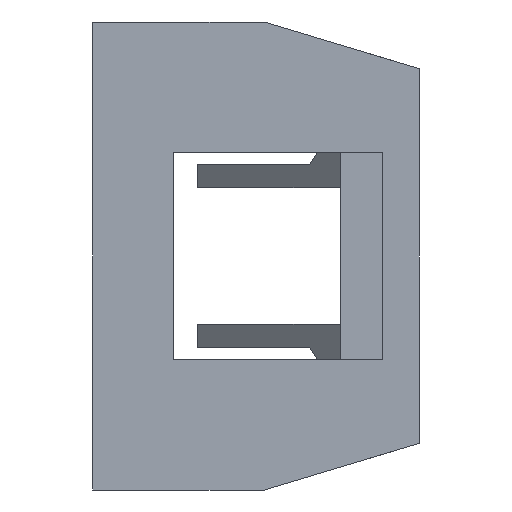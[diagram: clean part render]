
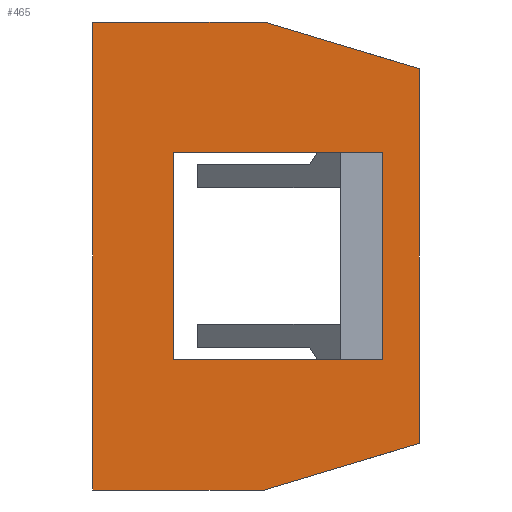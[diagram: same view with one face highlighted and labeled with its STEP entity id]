
A CAD part, front view. The second image highlights one B-rep face of the part: STEP entity #465.
In plain terms, the highlighted planar face has unit normal (0, -1, 0).
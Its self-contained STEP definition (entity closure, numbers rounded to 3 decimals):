
#4 = VERTEX_POINT ( 'NONE', #1099 ) ;
#21 = VERTEX_POINT ( 'NONE', #923 ) ;
#22 = ORIENTED_EDGE ( 'NONE', *, *, #1141, .F. ) ;
#43 = PLANE ( 'NONE',  #236 ) ;
#53 = EDGE_CURVE ( 'NONE', #199, #4, #908, .T. ) ;
#55 = LINE ( 'NONE', #871, #143 ) ;
#61 = CARTESIAN_POINT ( 'NONE',  ( 936.169, 57.351, -560.601 ) ) ;
#62 = DIRECTION ( 'NONE',  ( 0.957, 0., -0.289 ) ) ;
#67 = EDGE_CURVE ( 'NONE', #896, #1036, #494, .T. ) ;
#81 = CARTESIAN_POINT ( 'NONE',  ( 909.369, 57.351, -560.601 ) ) ;
#106 = DIRECTION ( 'NONE',  ( 0., 0., -1. ) ) ;
#134 = DIRECTION ( 'NONE',  ( -0.957, 0., -0.289 ) ) ;
#137 = CARTESIAN_POINT ( 'NONE',  ( 0., 57.351, 0. ) ) ;
#143 = VECTOR ( 'NONE', #393, 1000. ) ;
#159 = CARTESIAN_POINT ( 'NONE',  ( 898.969, 57.351, -543.901 ) ) ;
#165 = CARTESIAN_POINT ( 'NONE',  ( 909.369, 57.351, -560.601 ) ) ;
#199 = VERTEX_POINT ( 'NONE', #165 ) ;
#207 = EDGE_LOOP ( 'NONE', ( #589, #496, #826, #228 ) ) ;
#220 = CARTESIAN_POINT ( 'NONE',  ( 920.969, 57.351, -603.901 ) ) ;
#228 = ORIENTED_EDGE ( 'NONE', *, *, #893, .F. ) ;
#232 = CARTESIAN_POINT ( 'NONE',  ( 940.869, 57.351, -549.901 ) ) ;
#236 = AXIS2_PLACEMENT_3D ( 'NONE', #137, #505, #659 ) ;
#249 = VECTOR ( 'NONE', #106, 1000. ) ;
#257 = DIRECTION ( 'NONE',  ( 0., 0., 1. ) ) ;
#280 = VECTOR ( 'NONE', #828, 1000. ) ;
#284 = VERTEX_POINT ( 'NONE', #805 ) ;
#290 = EDGE_CURVE ( 'NONE', #468, #199, #442, .T. ) ;
#316 = DIRECTION ( 'NONE',  ( 1., 0., 0. ) ) ;
#344 = ORIENTED_EDGE ( 'NONE', *, *, #67, .F. ) ;
#353 = DIRECTION ( 'NONE',  ( -1., 0., 0. ) ) ;
#355 = CARTESIAN_POINT ( 'NONE',  ( 920.969, 57.351, -543.901 ) ) ;
#370 = CARTESIAN_POINT ( 'NONE',  ( 909.369, 57.351, -587.201 ) ) ;
#382 = LINE ( 'NONE', #653, #280 ) ;
#393 = DIRECTION ( 'NONE',  ( 0., 0., 1. ) ) ;
#395 = FACE_BOUND ( 'NONE', #207, .T. ) ;
#420 = LINE ( 'NONE', #1031, #651 ) ;
#442 = LINE ( 'NONE', #81, #870 ) ;
#462 = ORIENTED_EDGE ( 'NONE', *, *, #809, .F. ) ;
#465 = ADVANCED_FACE ( 'NONE', ( #395, #764 ), #43, .F. ) ;
#468 = VERTEX_POINT ( 'NONE', #61 ) ;
#492 = VECTOR ( 'NONE', #1061, 1000. ) ;
#494 = LINE ( 'NONE', #1039, #1151 ) ;
#496 = ORIENTED_EDGE ( 'NONE', *, *, #53, .F. ) ;
#505 = DIRECTION ( 'NONE',  ( 0., 1., 0. ) ) ;
#508 = LINE ( 'NONE', #1034, #899 ) ;
#514 = ORIENTED_EDGE ( 'NONE', *, *, #991, .F. ) ;
#528 = CARTESIAN_POINT ( 'NONE',  ( 898.969, 57.351, -603.901 ) ) ;
#575 = CARTESIAN_POINT ( 'NONE',  ( 920.969, 57.351, -603.901 ) ) ;
#588 = LINE ( 'NONE', #220, #977 ) ;
#589 = ORIENTED_EDGE ( 'NONE', *, *, #636, .F. ) ;
#620 = ORIENTED_EDGE ( 'NONE', *, *, #714, .F. ) ;
#636 = EDGE_CURVE ( 'NONE', #4, #21, #420, .T. ) ;
#651 = VECTOR ( 'NONE', #316, 1000. ) ;
#653 = CARTESIAN_POINT ( 'NONE',  ( 898.969, 57.351, -603.901 ) ) ;
#659 = DIRECTION ( 'NONE',  ( 0., 0., 1. ) ) ;
#714 = EDGE_CURVE ( 'NONE', #901, #1089, #55, .T. ) ;
#760 = CARTESIAN_POINT ( 'NONE',  ( 898.969, 57.351, -543.901 ) ) ;
#764 = FACE_OUTER_BOUND ( 'NONE', #1153, .T. ) ;
#805 = CARTESIAN_POINT ( 'NONE',  ( 940.869, 57.351, -597.901 ) ) ;
#807 = CARTESIAN_POINT ( 'NONE',  ( 936.169, 57.351, -587.201 ) ) ;
#809 = EDGE_CURVE ( 'NONE', #1089, #896, #1073, .T. ) ;
#826 = ORIENTED_EDGE ( 'NONE', *, *, #290, .F. ) ;
#828 = DIRECTION ( 'NONE',  ( -1., 0., 0. ) ) ;
#829 = ORIENTED_EDGE ( 'NONE', *, *, #1148, .F. ) ;
#870 = VECTOR ( 'NONE', #353, 1000. ) ;
#871 = CARTESIAN_POINT ( 'NONE',  ( 898.969, 57.351, -603.901 ) ) ;
#883 = VECTOR ( 'NONE', #257, 1000. ) ;
#893 = EDGE_CURVE ( 'NONE', #21, #468, #980, .T. ) ;
#896 = VERTEX_POINT ( 'NONE', #355 ) ;
#899 = VECTOR ( 'NONE', #1029, 1000. ) ;
#901 = VERTEX_POINT ( 'NONE', #528 ) ;
#908 = LINE ( 'NONE', #370, #249 ) ;
#923 = CARTESIAN_POINT ( 'NONE',  ( 936.169, 57.351, -587.201 ) ) ;
#977 = VECTOR ( 'NONE', #134, 1000. ) ;
#980 = LINE ( 'NONE', #807, #883 ) ;
#991 = EDGE_CURVE ( 'NONE', #1103, #901, #382, .T. ) ;
#1029 = DIRECTION ( 'NONE',  ( 0., 0., -1. ) ) ;
#1031 = CARTESIAN_POINT ( 'NONE',  ( 909.369, 57.351, -587.201 ) ) ;
#1034 = CARTESIAN_POINT ( 'NONE',  ( 940.869, 57.351, -603.901 ) ) ;
#1036 = VERTEX_POINT ( 'NONE', #232 ) ;
#1039 = CARTESIAN_POINT ( 'NONE',  ( 920.969, 57.351, -543.901 ) ) ;
#1061 = DIRECTION ( 'NONE',  ( 1., 0., 0. ) ) ;
#1073 = LINE ( 'NONE', #159, #492 ) ;
#1089 = VERTEX_POINT ( 'NONE', #760 ) ;
#1099 = CARTESIAN_POINT ( 'NONE',  ( 909.369, 57.351, -587.201 ) ) ;
#1103 = VERTEX_POINT ( 'NONE', #575 ) ;
#1141 = EDGE_CURVE ( 'NONE', #1036, #284, #508, .T. ) ;
#1148 = EDGE_CURVE ( 'NONE', #284, #1103, #588, .T. ) ;
#1151 = VECTOR ( 'NONE', #62, 1000. ) ;
#1153 = EDGE_LOOP ( 'NONE', ( #22, #344, #462, #620, #514, #829 ) ) ;
